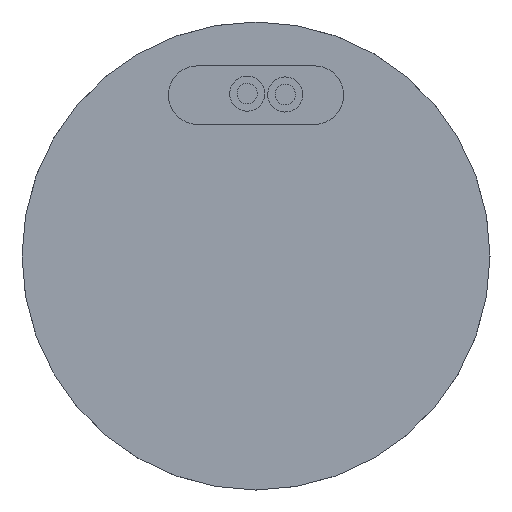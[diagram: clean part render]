
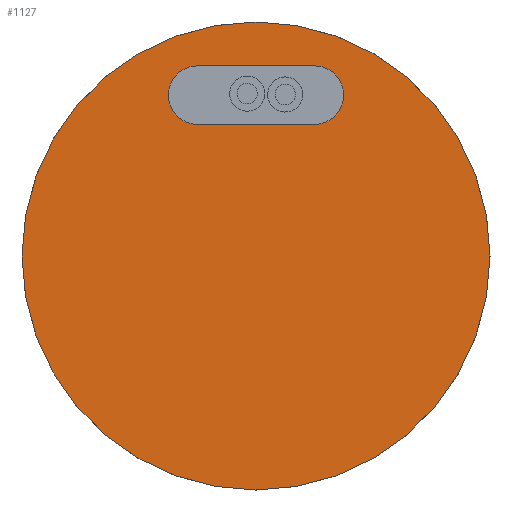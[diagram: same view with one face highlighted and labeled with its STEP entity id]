
A CAD part, front view. The second image highlights one B-rep face of the part: STEP entity #1127.
In plain terms, the highlighted planar face has unit normal (0, -1, 0).
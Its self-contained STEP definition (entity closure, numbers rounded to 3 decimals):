
#38 = VERTEX_POINT ( 'NONE', #1893 ) ;
#57 = CARTESIAN_POINT ( 'NONE',  ( 2., 0., 5.5 ) ) ;
#138 = CIRCLE ( 'NONE', #734, 1. ) ;
#152 = CIRCLE ( 'NONE', #231, 1. ) ;
#231 = AXIS2_PLACEMENT_3D ( 'NONE', #3594, #1892, #608 ) ;
#246 = ORIENTED_EDGE ( 'NONE', *, *, #2714, .F. ) ;
#368 = ORIENTED_EDGE ( 'NONE', *, *, #2823, .T. ) ;
#404 = DIRECTION ( 'NONE',  ( 1., 0., 0. ) ) ;
#535 = EDGE_LOOP ( 'NONE', ( #368 ) ) ;
#608 = DIRECTION ( 'NONE',  ( 0., 0., -1. ) ) ;
#700 = ORIENTED_EDGE ( 'NONE', *, *, #736, .F. ) ;
#704 = LINE ( 'NONE', #2017, #760 ) ;
#714 = DIRECTION ( 'NONE',  ( 0., -1., 0. ) ) ;
#734 = AXIS2_PLACEMENT_3D ( 'NONE', #57, #1422, #2083 ) ;
#736 = EDGE_CURVE ( 'NONE', #38, #1617, #152, .T. ) ;
#760 = VECTOR ( 'NONE', #404, 1000. ) ;
#873 = EDGE_CURVE ( 'NONE', #1617, #1413, #704, .T. ) ;
#897 = CARTESIAN_POINT ( 'NONE',  ( 0., 0., -8. ) ) ;
#1127 = ADVANCED_FACE ( 'NONE', ( #1353, #2321 ), #2031, .T. ) ;
#1319 = VECTOR ( 'NONE', #4076, 1000. ) ;
#1353 = FACE_OUTER_BOUND ( 'NONE', #535, .T. ) ;
#1373 = DIRECTION ( 'NONE',  ( 0., 0., -1. ) ) ;
#1413 = VERTEX_POINT ( 'NONE', #2996 ) ;
#1422 = DIRECTION ( 'NONE',  ( 0., -1., 0. ) ) ;
#1617 = VERTEX_POINT ( 'NONE', #3149 ) ;
#1777 = EDGE_CURVE ( 'NONE', #38, #2538, #3793, .T. ) ;
#1892 = DIRECTION ( 'NONE',  ( 0., -1., 0. ) ) ;
#1893 = CARTESIAN_POINT ( 'NONE',  ( -2., 0., 6.5 ) ) ;
#1970 = CIRCLE ( 'NONE', #4082, 8. ) ;
#2017 = CARTESIAN_POINT ( 'NONE',  ( -2., 0., 4.5 ) ) ;
#2031 = PLANE ( 'NONE',  #3223 ) ;
#2083 = DIRECTION ( 'NONE',  ( 0., 0., -1. ) ) ;
#2182 = CARTESIAN_POINT ( 'NONE',  ( -2., 0., 6.5 ) ) ;
#2321 = FACE_BOUND ( 'NONE', #2990, .T. ) ;
#2411 = DIRECTION ( 'NONE',  ( 0., 0., -1. ) ) ;
#2500 = VERTEX_POINT ( 'NONE', #897 ) ;
#2538 = VERTEX_POINT ( 'NONE', #2600 ) ;
#2600 = CARTESIAN_POINT ( 'NONE',  ( 2., 0., 6.5 ) ) ;
#2682 = ORIENTED_EDGE ( 'NONE', *, *, #1777, .T. ) ;
#2714 = EDGE_CURVE ( 'NONE', #1413, #2538, #138, .T. ) ;
#2823 = EDGE_CURVE ( 'NONE', #2500, #2500, #1970, .T. ) ;
#2990 = EDGE_LOOP ( 'NONE', ( #700, #2682, #246, #3238 ) ) ;
#2996 = CARTESIAN_POINT ( 'NONE',  ( 2., 0., 4.5 ) ) ;
#3149 = CARTESIAN_POINT ( 'NONE',  ( -2., 0., 4.5 ) ) ;
#3223 = AXIS2_PLACEMENT_3D ( 'NONE', #3336, #714, #1373 ) ;
#3238 = ORIENTED_EDGE ( 'NONE', *, *, #873, .F. ) ;
#3336 = CARTESIAN_POINT ( 'NONE',  ( 8., 0., 0. ) ) ;
#3340 = CARTESIAN_POINT ( 'NONE',  ( 0., 0., 0. ) ) ;
#3594 = CARTESIAN_POINT ( 'NONE',  ( -2., 0., 5.5 ) ) ;
#3793 = LINE ( 'NONE', #2182, #1319 ) ;
#4043 = DIRECTION ( 'NONE',  ( 0., -1., 0. ) ) ;
#4076 = DIRECTION ( 'NONE',  ( 1., 0., 0. ) ) ;
#4082 = AXIS2_PLACEMENT_3D ( 'NONE', #3340, #4043, #2411 ) ;
